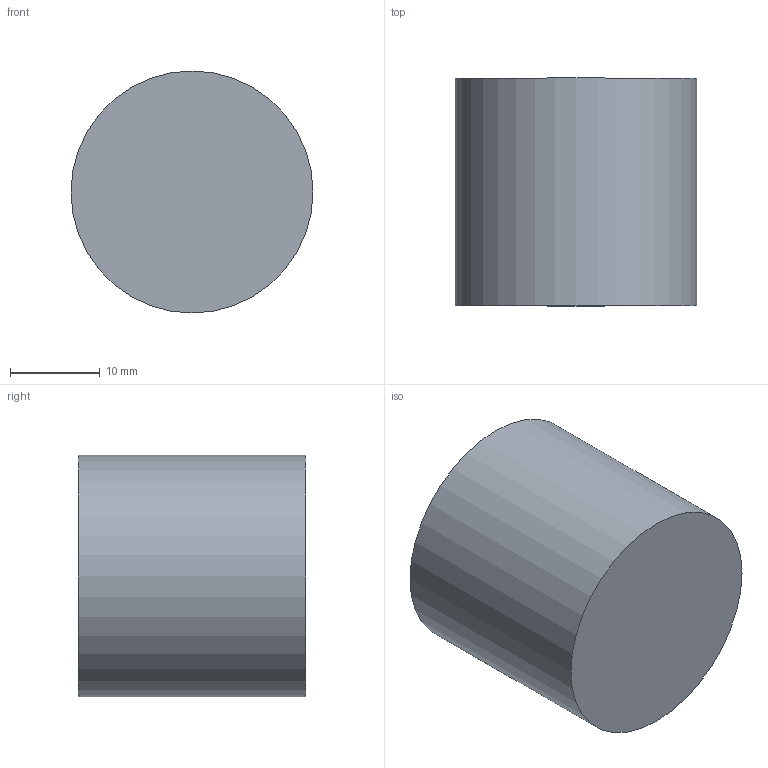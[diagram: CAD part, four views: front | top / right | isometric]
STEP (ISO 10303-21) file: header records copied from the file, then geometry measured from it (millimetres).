
FILE_DESCRIPTION(/* description */ ('STEP AP203'),/* implementation_level */ '2;1');
FILE_NAME(/* name */ 'cradle_av4m_ext.stp',/* time_stamp */ '2022-12-10T13:39:51+01:00',/* author */ ('Rik Ubaghs'),/* organization */ (''),/* preprocessor_version */ 'ST-DEVELOPER v18.1',/* originating_system */ 'Autodesk Inventor 2021',/* authorisation */ '');
FILE_SCHEMA (('AUTOMOTIVE_DESIGN { 1 0 10303 214 3 1 1 }'));
Length unit declared in the file: millimetre
Products named in the file (1): cradle_av4m_ext
Bounding box: 27 x 25.4 x 27 mm (x, y, z)
Volume: 14260.2 mm3; surface area: 3991.2 mm2
Topology: 2 solids, 2 shells, 9 faces, 20 edges, 16 vertices
Faces by surface type: plane 5, cylinder 4
Full cylindrical faces by diameter (mm): 6 x1, 7.5 x2, 27 x1
Entity records: 318 total; most frequent: DIRECTION 56, CARTESIAN_POINT 46, ORIENTED_EDGE 40, AXIS2_PLACEMENT_3D 26, EDGE_CURVE 20, CIRCLE 16, VERTEX_POINT 16, EDGE_LOOP 12
